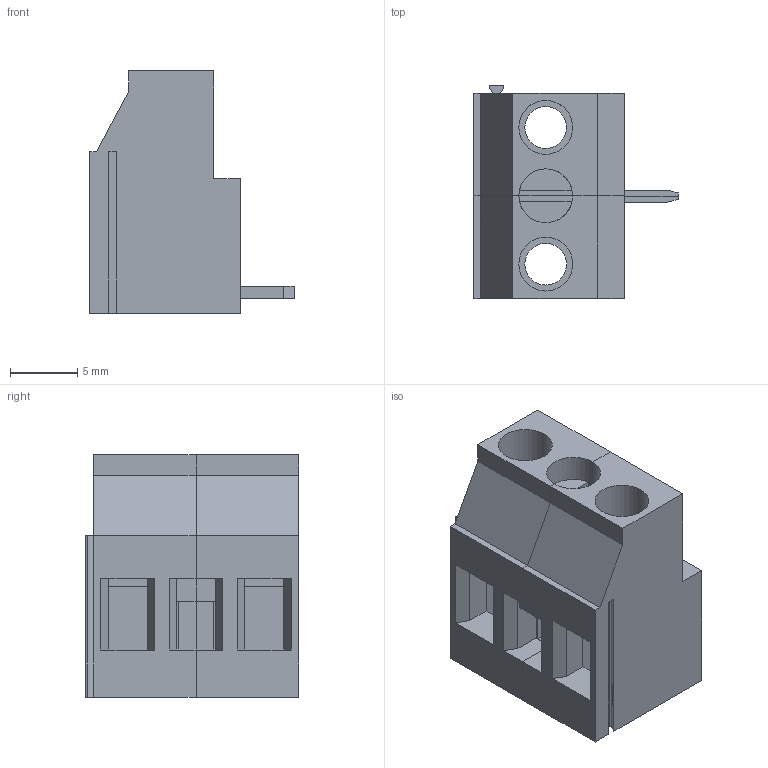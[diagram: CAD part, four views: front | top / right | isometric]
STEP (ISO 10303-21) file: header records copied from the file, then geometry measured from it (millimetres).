
FILE_DESCRIPTION( ( 'Unknown' ), '1' );
FILE_NAME( '691253600101.stp', 'Unknown', ( 'Unknown' ), ( 'Unknown' ), 'PSStep 17.0.49', 'Unknown', ' ' );
FILE_SCHEMA( ( 'AUTOMOTIVE_DESIGN { 1 0 10303 214 1 1 1 1 }' ) );
Length unit declared in the file: millimetre
Products named in the file (3): Assem1; MRT5P10.16SQ_CNT
Assembly tree (2 placements, depth 2):
  Assem1
    MRT5P10.16SQ_CNT
    MRT5P10.16SQ_CNT
Bounding box: 15.2 x 15.84 x 18 mm (x, y, z)
Volume: 1747.7 mm3; surface area: 2291.8 mm2
Topology: 2 solids, 2 shells, 108 faces, 300 edges, 200 vertices
Faces by surface type: plane 98, cylinder 10
Full cylindrical faces by diameter (mm): 3.1 x2, 4 x2
Entity records: 4322 total; most frequent: CARTESIAN_POINT 607, ORIENTED_EDGE 592, DIRECTION 542, EDGE_CURVE 296, LINE 272, VECTOR 272, VERTEX_POINT 200, AXIS2_PLACEMENT_3D 135
